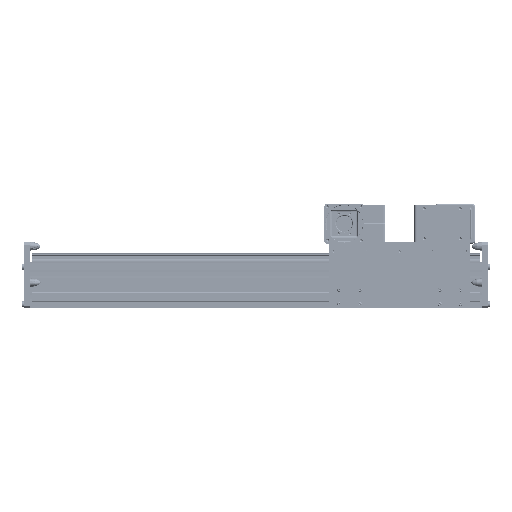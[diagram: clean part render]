
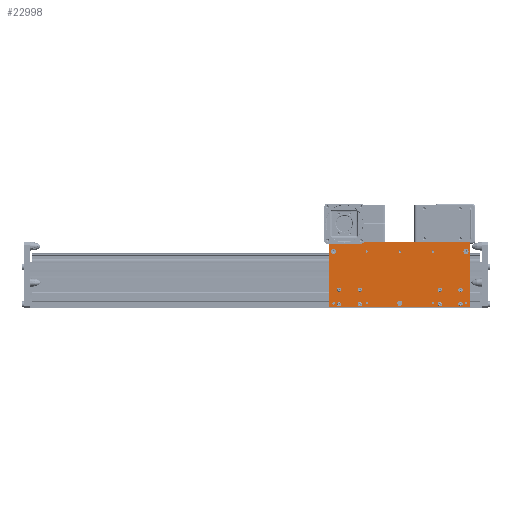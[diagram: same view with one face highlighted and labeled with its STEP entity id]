
A CAD part, front view. The second image highlights one B-rep face of the part: STEP entity #22998.
In plain terms, the highlighted planar face has unit normal (0, -1, 0).
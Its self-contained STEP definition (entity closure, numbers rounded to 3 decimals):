
#2454=CARTESIAN_POINT('',(-530.0,-185.,150.));
#2455=VERTEX_POINT('',#2454);
#2462=CARTESIAN_POINT('',(-40.0,-185.,150.));
#2463=VERTEX_POINT('',#2462);
#2464=CARTESIAN_POINT('',(-40.0,-185.,150.));
#2465=DIRECTION('',(-1.0,0.0,0.0));
#2466=VECTOR('',#2465,490.0);
#2467=LINE('',#2464,#2466);
#2468=EDGE_CURVE('',#2463,#2455,#2467,.T.);
#18437=CARTESIAN_POINT('',(-515.0,-185.,109.));
#18438=VERTEX_POINT('',#18437);
#18439=CARTESIAN_POINT('',(-515.0,-185.,118.));
#18440=DIRECTION('',(0.0,1.0,0.0));
#18441=DIRECTION('',(0.0,0.0,-1.0));
#18442=AXIS2_PLACEMENT_3D('',#18439,#18440,#18441);
#18443=CIRCLE('',#18442,9.0);
#18444=EDGE_CURVE('',#18438,#18438,#18443,.T.);
#18542=CARTESIAN_POINT('',(-496.0,-185.,-72.5));
#18543=VERTEX_POINT('',#18542);
#18544=CARTESIAN_POINT('',(-496.0,-185.,-65.));
#18545=DIRECTION('',(0.0,1.0,0.0));
#18546=DIRECTION('',(0.0,0.0,-1.0));
#18547=AXIS2_PLACEMENT_3D('',#18544,#18545,#18546);
#18548=CIRCLE('',#18547,7.5);
#18549=EDGE_CURVE('',#18543,#18543,#18548,.T.);
#18590=CARTESIAN_POINT('',(-424.0,-185.,-72.5));
#18591=VERTEX_POINT('',#18590);
#18592=CARTESIAN_POINT('',(-424.0,-185.,-65.));
#18593=DIRECTION('',(0.0,1.0,0.0));
#18594=DIRECTION('',(0.0,0.0,-1.0));
#18595=AXIS2_PLACEMENT_3D('',#18592,#18593,#18594);
#18596=CIRCLE('',#18595,7.5);
#18597=EDGE_CURVE('',#18591,#18591,#18596,.T.);
#18638=CARTESIAN_POINT('',(-496.0,-185.,-22.5));
#18639=VERTEX_POINT('',#18638);
#18640=CARTESIAN_POINT('',(-496.0,-185.,-15.));
#18641=DIRECTION('',(0.0,1.0,0.0));
#18642=DIRECTION('',(0.0,0.0,-1.0));
#18643=AXIS2_PLACEMENT_3D('',#18640,#18641,#18642);
#18644=CIRCLE('',#18643,7.5);
#18645=EDGE_CURVE('',#18639,#18639,#18644,.T.);
#18668=CARTESIAN_POINT('',(-515.0,-185.,-66.188));
#18669=VERTEX_POINT('',#18668);
#18670=CARTESIAN_POINT('',(-515.0,-185.,-62.));
#18671=DIRECTION('',(0.0,1.0,0.0));
#18672=DIRECTION('',(0.0,0.0,-1.0));
#18673=AXIS2_PLACEMENT_3D('',#18670,#18671,#18672);
#18674=CIRCLE('',#18673,4.188);
#18675=EDGE_CURVE('',#18669,#18669,#18674,.T.);
#18696=CARTESIAN_POINT('',(-400.0,-185.,-66.188));
#18697=VERTEX_POINT('',#18696);
#18698=CARTESIAN_POINT('',(-400.0,-185.,-62.));
#18699=DIRECTION('',(0.0,1.0,0.0));
#18700=DIRECTION('',(0.0,0.0,-1.0));
#18701=AXIS2_PLACEMENT_3D('',#18698,#18699,#18700);
#18702=CIRCLE('',#18701,4.188);
#18703=EDGE_CURVE('',#18697,#18697,#18702,.T.);
#18925=CARTESIAN_POINT('',(-400.0,-185.,113.812));
#18926=VERTEX_POINT('',#18925);
#18927=CARTESIAN_POINT('',(-400.0,-185.,118.));
#18928=DIRECTION('',(0.0,1.0,0.0));
#18929=DIRECTION('',(0.0,0.0,-1.0));
#18930=AXIS2_PLACEMENT_3D('',#18927,#18928,#18929);
#18931=CIRCLE('',#18930,4.188);
#18932=EDGE_CURVE('',#18926,#18926,#18931,.T.);
#19195=CARTESIAN_POINT('',(-424.0,-185.,-22.5));
#19196=VERTEX_POINT('',#19195);
#19197=CARTESIAN_POINT('',(-424.0,-185.,-15.));
#19198=DIRECTION('',(0.0,1.0,0.0));
#19199=DIRECTION('',(0.0,0.0,-1.0));
#19200=AXIS2_PLACEMENT_3D('',#19197,#19198,#19199);
#19201=CIRCLE('',#19200,7.5);
#19202=EDGE_CURVE('',#19196,#19196,#19201,.T.);
#19337=CARTESIAN_POINT('',(-530.0,-185.,-75.));
#19338=VERTEX_POINT('',#19337);
#19345=CARTESIAN_POINT('',(-530.0,-185.,150.));
#19346=DIRECTION('',(0.0,0.0,-1.0));
#19347=VECTOR('',#19346,225.0);
#19348=LINE('',#19345,#19347);
#19349=EDGE_CURVE('',#2455,#19338,#19348,.T.);
#20086=CARTESIAN_POINT('',(-285.0,-185.,-71.));
#20087=VERTEX_POINT('',#20086);
#20088=CARTESIAN_POINT('',(-285.0,-185.,-62.));
#20089=DIRECTION('',(0.0,1.0,0.0));
#20090=DIRECTION('',(0.0,0.0,-1.0));
#20091=AXIS2_PLACEMENT_3D('',#20088,#20089,#20090);
#20092=CIRCLE('',#20091,9.0);
#20093=EDGE_CURVE('',#20087,#20087,#20092,.T.);
#20134=CARTESIAN_POINT('',(-55.,-185.,109.));
#20135=VERTEX_POINT('',#20134);
#20136=CARTESIAN_POINT('',(-55.,-185.,118.));
#20137=DIRECTION('',(0.0,1.0,0.0));
#20138=DIRECTION('',(0.0,0.0,-1.0));
#20139=AXIS2_PLACEMENT_3D('',#20136,#20137,#20138);
#20140=CIRCLE('',#20139,9.0);
#20141=EDGE_CURVE('',#20135,#20135,#20140,.T.);
#20210=CARTESIAN_POINT('',(-74.,-185.,-72.5));
#20211=VERTEX_POINT('',#20210);
#20212=CARTESIAN_POINT('',(-74.,-185.,-65.));
#20213=DIRECTION('',(0.0,1.0,0.0));
#20214=DIRECTION('',(0.0,0.0,-1.0));
#20215=AXIS2_PLACEMENT_3D('',#20212,#20213,#20214);
#20216=CIRCLE('',#20215,7.5);
#20217=EDGE_CURVE('',#20211,#20211,#20216,.T.);
#20250=CARTESIAN_POINT('',(-146.0,-185.,-72.5));
#20251=VERTEX_POINT('',#20250);
#20252=CARTESIAN_POINT('',(-146.0,-185.,-65.));
#20253=DIRECTION('',(0.0,1.0,0.0));
#20254=DIRECTION('',(0.0,0.0,-1.0));
#20255=AXIS2_PLACEMENT_3D('',#20252,#20253,#20254);
#20256=CIRCLE('',#20255,7.5);
#20257=EDGE_CURVE('',#20251,#20251,#20256,.T.);
#20290=CARTESIAN_POINT('',(-74.,-185.,-22.5));
#20291=VERTEX_POINT('',#20290);
#20292=CARTESIAN_POINT('',(-74.,-185.,-15.));
#20293=DIRECTION('',(0.0,1.0,0.0));
#20294=DIRECTION('',(0.0,0.0,-1.0));
#20295=AXIS2_PLACEMENT_3D('',#20292,#20293,#20294);
#20296=CIRCLE('',#20295,7.5);
#20297=EDGE_CURVE('',#20291,#20291,#20296,.T.);
#20320=CARTESIAN_POINT('',(-55.,-185.,-66.188));
#20321=VERTEX_POINT('',#20320);
#20322=CARTESIAN_POINT('',(-55.,-185.,-62.));
#20323=DIRECTION('',(0.0,1.0,0.0));
#20324=DIRECTION('',(0.0,0.0,-1.0));
#20325=AXIS2_PLACEMENT_3D('',#20322,#20323,#20324);
#20326=CIRCLE('',#20325,4.188);
#20327=EDGE_CURVE('',#20321,#20321,#20326,.T.);
#20348=CARTESIAN_POINT('',(-170.0,-185.,-66.188));
#20349=VERTEX_POINT('',#20348);
#20350=CARTESIAN_POINT('',(-170.0,-185.,-62.));
#20351=DIRECTION('',(0.0,1.0,0.0));
#20352=DIRECTION('',(0.0,0.0,-1.0));
#20353=AXIS2_PLACEMENT_3D('',#20350,#20351,#20352);
#20354=CIRCLE('',#20353,4.188);
#20355=EDGE_CURVE('',#20349,#20349,#20354,.T.);
#20596=CARTESIAN_POINT('',(-170.0,-185.,113.812));
#20597=VERTEX_POINT('',#20596);
#20598=CARTESIAN_POINT('',(-170.0,-185.,118.));
#20599=DIRECTION('',(0.0,1.0,0.0));
#20600=DIRECTION('',(0.0,0.0,-1.0));
#20601=AXIS2_PLACEMENT_3D('',#20598,#20599,#20600);
#20602=CIRCLE('',#20601,4.188);
#20603=EDGE_CURVE('',#20597,#20597,#20602,.T.);
#20869=CARTESIAN_POINT('',(-146.0,-185.,-22.5));
#20870=VERTEX_POINT('',#20869);
#20871=CARTESIAN_POINT('',(-146.0,-185.,-15.));
#20872=DIRECTION('',(0.0,1.0,0.0));
#20873=DIRECTION('',(0.0,0.0,-1.0));
#20874=AXIS2_PLACEMENT_3D('',#20871,#20872,#20873);
#20875=CIRCLE('',#20874,7.5);
#20876=EDGE_CURVE('',#20870,#20870,#20875,.T.);
#20906=CARTESIAN_POINT('',(-285.0,-185.,113.812));
#20907=VERTEX_POINT('',#20906);
#20908=CARTESIAN_POINT('',(-285.0,-185.,118.));
#20909=DIRECTION('',(0.0,1.0,0.0));
#20910=DIRECTION('',(0.0,0.0,-1.0));
#20911=AXIS2_PLACEMENT_3D('',#20908,#20909,#20910);
#20912=CIRCLE('',#20911,4.188);
#20913=EDGE_CURVE('',#20907,#20907,#20912,.T.);
#21020=CARTESIAN_POINT('',(-40.0,-185.,-75.));
#21021=VERTEX_POINT('',#21020);
#21022=CARTESIAN_POINT('',(-40.0,-185.,-75.));
#21023=DIRECTION('',(0.0,0.0,1.0));
#21024=VECTOR('',#21023,225.0);
#21025=LINE('',#21022,#21024);
#21026=EDGE_CURVE('',#21021,#2463,#21025,.T.);
#22916=CARTESIAN_POINT('',(-40.0,-185.,-75.));
#22917=DIRECTION('',(-1.0,0.0,0.0));
#22918=VECTOR('',#22917,490.0);
#22919=LINE('',#22916,#22918);
#22920=EDGE_CURVE('',#21021,#19338,#22919,.T.);
#22933=CARTESIAN_POINT('',(-285.0,-185.,-75.));
#22934=DIRECTION('',(0.0,-1.0,0.0));
#22935=DIRECTION('',(-1.0,0.0,0.0));
#22936=AXIS2_PLACEMENT_3D('',#22933,#22934,#22935);
#22937=PLANE('',#22936);
#22938=ORIENTED_EDGE('',*,*,#21026,.T.);
#22939=ORIENTED_EDGE('',*,*,#2468,.T.);
#22940=ORIENTED_EDGE('',*,*,#19349,.T.);
#22941=ORIENTED_EDGE('',*,*,#22920,.F.);
#22942=EDGE_LOOP('',(#22938,#22939,#22940,#22941));
#22943=FACE_OUTER_BOUND('',#22942,.T.);
#22944=ORIENTED_EDGE('',*,*,#18444,.T.);
#22945=EDGE_LOOP('',(#22944));
#22946=FACE_BOUND('',#22945,.T.);
#22947=ORIENTED_EDGE('',*,*,#18549,.T.);
#22948=EDGE_LOOP('',(#22947));
#22949=FACE_BOUND('',#22948,.T.);
#22950=ORIENTED_EDGE('',*,*,#18597,.T.);
#22951=EDGE_LOOP('',(#22950));
#22952=FACE_BOUND('',#22951,.T.);
#22953=ORIENTED_EDGE('',*,*,#18645,.T.);
#22954=EDGE_LOOP('',(#22953));
#22955=FACE_BOUND('',#22954,.T.);
#22956=ORIENTED_EDGE('',*,*,#18675,.T.);
#22957=EDGE_LOOP('',(#22956));
#22958=FACE_BOUND('',#22957,.T.);
#22959=ORIENTED_EDGE('',*,*,#18703,.T.);
#22960=EDGE_LOOP('',(#22959));
#22961=FACE_BOUND('',#22960,.T.);
#22962=ORIENTED_EDGE('',*,*,#18932,.T.);
#22963=EDGE_LOOP('',(#22962));
#22964=FACE_BOUND('',#22963,.T.);
#22965=ORIENTED_EDGE('',*,*,#19202,.T.);
#22966=EDGE_LOOP('',(#22965));
#22967=FACE_BOUND('',#22966,.T.);
#22968=ORIENTED_EDGE('',*,*,#20093,.T.);
#22969=EDGE_LOOP('',(#22968));
#22970=FACE_BOUND('',#22969,.T.);
#22971=ORIENTED_EDGE('',*,*,#20141,.T.);
#22972=EDGE_LOOP('',(#22971));
#22973=FACE_BOUND('',#22972,.T.);
#22974=ORIENTED_EDGE('',*,*,#20217,.T.);
#22975=EDGE_LOOP('',(#22974));
#22976=FACE_BOUND('',#22975,.T.);
#22977=ORIENTED_EDGE('',*,*,#20257,.T.);
#22978=EDGE_LOOP('',(#22977));
#22979=FACE_BOUND('',#22978,.T.);
#22980=ORIENTED_EDGE('',*,*,#20297,.T.);
#22981=EDGE_LOOP('',(#22980));
#22982=FACE_BOUND('',#22981,.T.);
#22983=ORIENTED_EDGE('',*,*,#20327,.T.);
#22984=EDGE_LOOP('',(#22983));
#22985=FACE_BOUND('',#22984,.T.);
#22986=ORIENTED_EDGE('',*,*,#20355,.T.);
#22987=EDGE_LOOP('',(#22986));
#22988=FACE_BOUND('',#22987,.T.);
#22989=ORIENTED_EDGE('',*,*,#20603,.T.);
#22990=EDGE_LOOP('',(#22989));
#22991=FACE_BOUND('',#22990,.T.);
#22992=ORIENTED_EDGE('',*,*,#20876,.T.);
#22993=EDGE_LOOP('',(#22992));
#22994=FACE_BOUND('',#22993,.T.);
#22995=ORIENTED_EDGE('',*,*,#20913,.T.);
#22996=EDGE_LOOP('',(#22995));
#22997=FACE_BOUND('',#22996,.T.);
#22998=ADVANCED_FACE('',(#22943,#22946,#22949,#22952,#22955,#22958,#22961,#22964,#22967,#22970,#22973,#22976,#22979,#22982,#22985,#22988,#22991,#22994,#22997),#22937,.T.);
